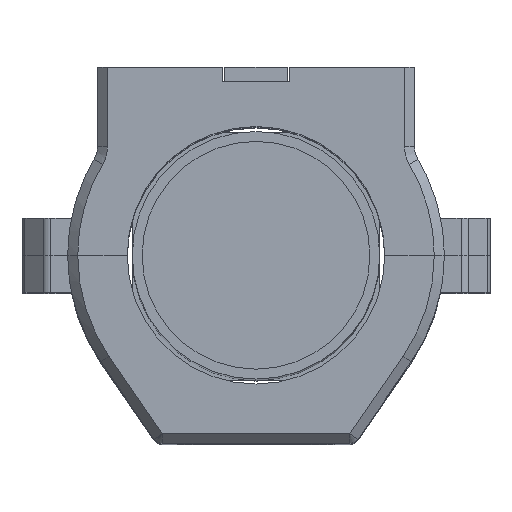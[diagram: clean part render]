
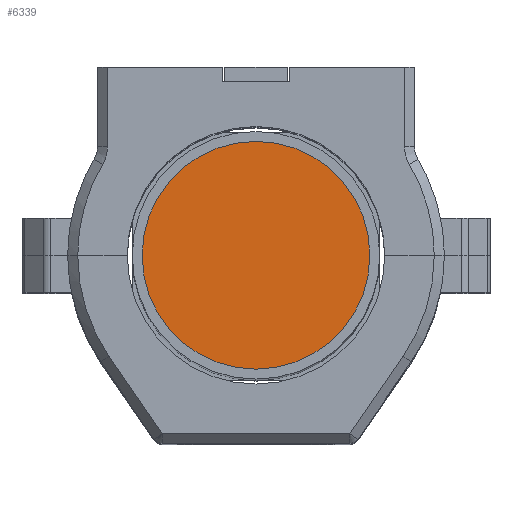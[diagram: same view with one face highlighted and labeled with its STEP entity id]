
A CAD part, top view. The second image highlights one B-rep face of the part: STEP entity #6339.
In plain terms, the highlighted planar face has unit normal (0, 0, 1).
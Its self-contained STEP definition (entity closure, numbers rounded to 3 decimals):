
#155=CIRCLE('',#6781,23.);
#612=FACE_OUTER_BOUND('',#993,.T.);
#993=EDGE_LOOP('',(#4276));
#2695=VERTEX_POINT('',#9533);
#3306=EDGE_CURVE('',#2695,#2695,#155,.T.);
#4276=ORIENTED_EDGE('',*,*,#3306,.T.);
#6122=PLANE('',#6782);
#6339=ADVANCED_FACE('',(#612),#6122,.T.);
#6781=AXIS2_PLACEMENT_3D('',#9535,#7516,#7517);
#6782=AXIS2_PLACEMENT_3D('',#9536,#7518,#7519);
#7516=DIRECTION('center_axis',(0.,0.,1.));
#7517=DIRECTION('ref_axis',(-1.,0.,0.));
#7518=DIRECTION('center_axis',(0.,0.,1.));
#7519=DIRECTION('ref_axis',(-1.,0.,0.));
#9533=CARTESIAN_POINT('',(23.,0.,170.));
#9535=CARTESIAN_POINT('Origin',(0.,0.,170.));
#9536=CARTESIAN_POINT('Origin',(0.,0.,170.));
